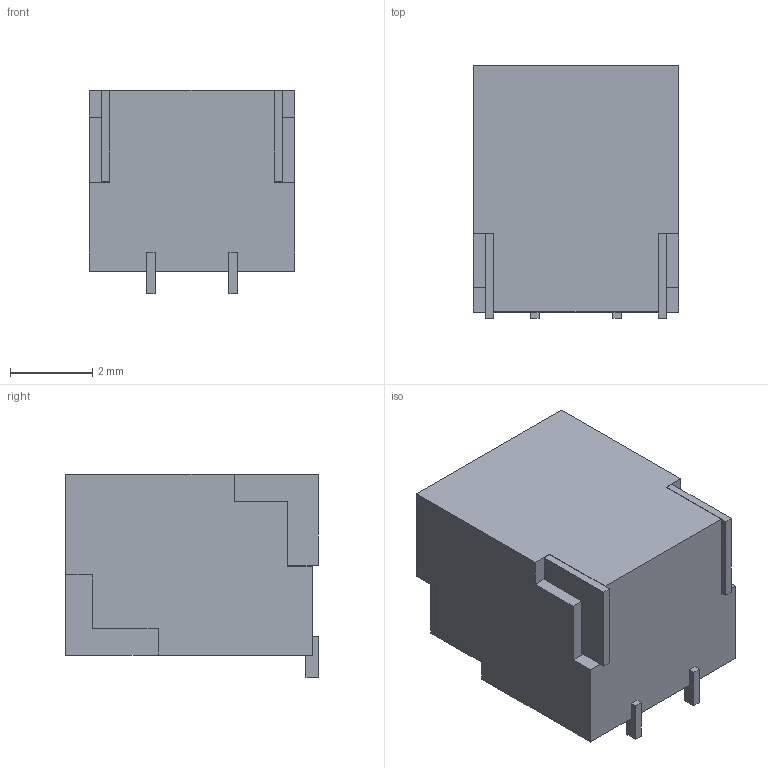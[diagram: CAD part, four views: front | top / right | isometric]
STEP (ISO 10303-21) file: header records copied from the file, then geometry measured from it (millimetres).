
FILE_DESCRIPTION (( 'STEP AP214' ), '1' );
FILE_NAME ('BM02B-NSHSS.STEP', '2019-05-16T01:24:38', ( '' ), ( '' ), 'SwSTEP 2.0', 'SolidWorks 2017', '' );
FILE_SCHEMA (( 'AUTOMOTIVE_DESIGN' ));
Length unit declared in the file: millimetre
Products named in the file (1): BM02B-NSHSS
Bounding box: 5 x 6.15 x 4.95 mm (x, y, z)
Volume: 77.4 mm3; surface area: 264.8 mm2
Topology: 1 solids, 1 shells, 90 faces, 254 edges, 168 vertices
Faces by surface type: plane 90
Entity records: 3133 total; most frequent: CARTESIAN_POINT 513, ORIENTED_EDGE 508, DIRECTION 436, LINE 254, EDGE_CURVE 254, VECTOR 254, VERTEX_POINT 168, EDGE_LOOP 92
